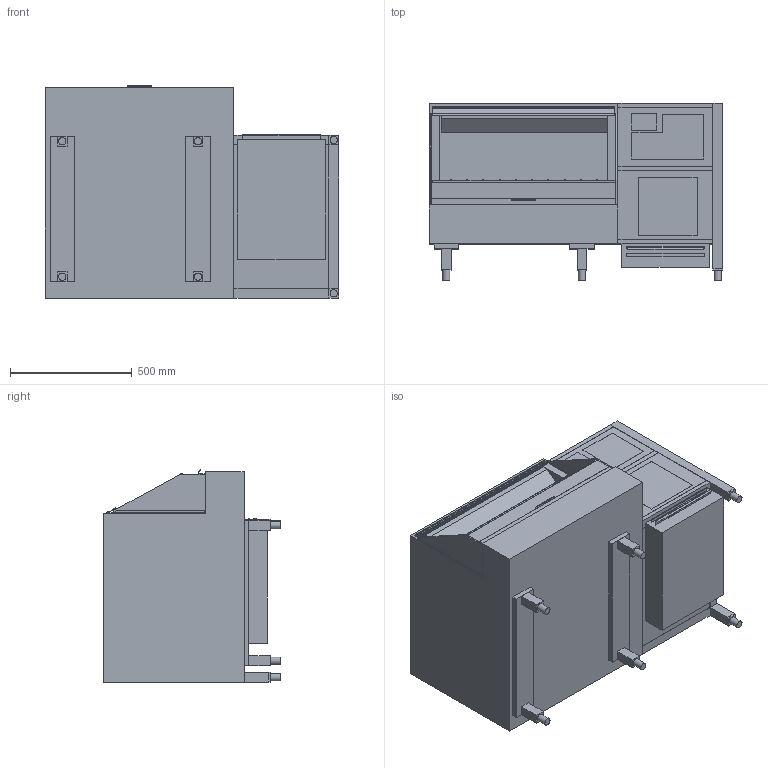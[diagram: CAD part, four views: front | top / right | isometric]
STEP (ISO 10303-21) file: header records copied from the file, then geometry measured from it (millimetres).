
FILE_DESCRIPTION(/* description */ ('eigengekühlt'),/* implementation_level */ '2;1');
FILE_NAME(/* name */ '3D-AKE-00021087.stp',/* time_stamp */ '2024-06-14T13:53:24+02:00',/* author */ ('julian.lux'),/* organization */ (''),/* preprocessor_version */ 'ST-DEVELOPER v18.1',/* originating_system */ 'Autodesk Inventor 2020',/* authorisation */ '');
FILE_SCHEMA (('AUTOMOTIVE_DESIGN { 1 0 10303 214 3 1 1 }'));
Length unit declared in the file: millimetre
Products named in the file (1): 3D-AKE-00021087
Bounding box: 1205 x 730 x 872.62 mm (x, y, z)
Volume: 199907044.6 mm3; surface area: 13211521 mm2
Topology: 66 solids, 66 shells, 488 faces, 1094 edges, 740 vertices
Faces by surface type: plane 402, cylinder 66, torus 20
Full cylindrical faces by diameter (mm): 5 x30, 30 x6
Entity records: 13523 total; most frequent: CARTESIAN_POINT 2323, DIRECTION 2296, ORIENTED_EDGE 2188, EDGE_CURVE 1094, LINE 870, VECTOR 870, VERTEX_POINT 740, AXIS2_PLACEMENT_3D 713
